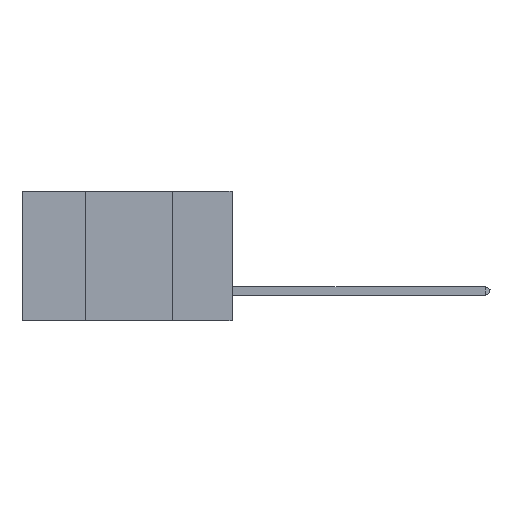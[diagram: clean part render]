
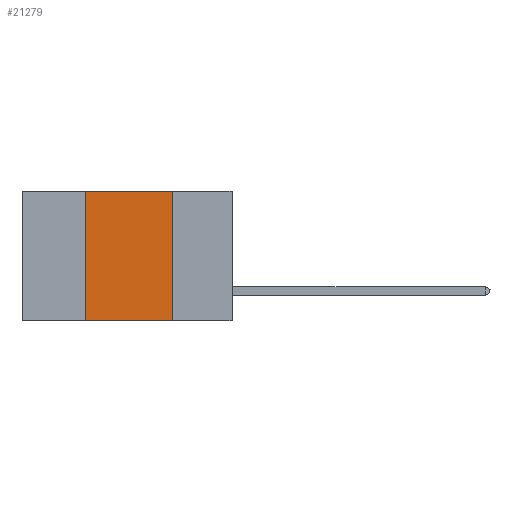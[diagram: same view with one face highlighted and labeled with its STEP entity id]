
A CAD part, left-side view. The second image highlights one B-rep face of the part: STEP entity #21279.
In plain terms, the highlighted planar face has unit normal (-1, 0, 0).
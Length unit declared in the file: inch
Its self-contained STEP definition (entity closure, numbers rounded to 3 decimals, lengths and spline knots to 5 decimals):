
#809 = LINE ( 'NONE', #8913, #1360 ) ;
#1020 = DIRECTION ( 'NONE',  ( 0., 0., -1. ) ) ;
#1360 = VECTOR ( 'NONE', #12700, 39.37008 ) ;
#1771 = DIRECTION ( 'NONE',  ( 1., 0., 0. ) ) ;
#1928 = EDGE_LOOP ( 'NONE', ( #15951, #17438, #3561, #12769 ) ) ;
#2450 = CARTESIAN_POINT ( 'NONE',  ( 0., 0.17, 0. ) ) ;
#2783 = VERTEX_POINT ( 'NONE', #10062 ) ;
#3123 = LINE ( 'NONE', #6348, #21396 ) ;
#3561 = ORIENTED_EDGE ( 'NONE', *, *, #16361, .F. ) ;
#5689 = DIRECTION ( 'NONE',  ( 0., 0., 1. ) ) ;
#6126 = VECTOR ( 'NONE', #7745, 39.37008 ) ;
#6348 = CARTESIAN_POINT ( 'NONE',  ( 0., 0.17, 0. ) ) ;
#6885 = CARTESIAN_POINT ( 'NONE',  ( 0., 0.17, -0.37 ) ) ;
#7580 = EDGE_CURVE ( 'NONE', #9886, #11466, #809, .T. ) ;
#7745 = DIRECTION ( 'NONE',  ( 0., -1., 0. ) ) ;
#8484 = FACE_OUTER_BOUND ( 'NONE', #1928, .T. ) ;
#8551 = LINE ( 'NONE', #12643, #13002 ) ;
#8913 = CARTESIAN_POINT ( 'NONE',  ( 0., 0.6, -0.37 ) ) ;
#9886 = VERTEX_POINT ( 'NONE', #19782 ) ;
#10062 = CARTESIAN_POINT ( 'NONE',  ( 0., 0.42, 0. ) ) ;
#10525 = AXIS2_PLACEMENT_3D ( 'NONE', #17619, #1771, #12228 ) ;
#11466 = VERTEX_POINT ( 'NONE', #6885 ) ;
#12228 = DIRECTION ( 'NONE',  ( 0., 0., -1. ) ) ;
#12643 = CARTESIAN_POINT ( 'NONE',  ( 0., 0.42, 0. ) ) ;
#12700 = DIRECTION ( 'NONE',  ( 0., -1., 0. ) ) ;
#12769 = ORIENTED_EDGE ( 'NONE', *, *, #7580, .T. ) ;
#13002 = VECTOR ( 'NONE', #5689, 39.37008 ) ;
#14732 = CARTESIAN_POINT ( 'NONE',  ( 0., 0.6, 0. ) ) ;
#14896 = VERTEX_POINT ( 'NONE', #2450 ) ;
#15203 = EDGE_CURVE ( 'NONE', #2783, #14896, #15548, .T. ) ;
#15548 = LINE ( 'NONE', #14732, #6126 ) ;
#15951 = ORIENTED_EDGE ( 'NONE', *, *, #22803, .F. ) ;
#16361 = EDGE_CURVE ( 'NONE', #9886, #2783, #8551, .T. ) ;
#17438 = ORIENTED_EDGE ( 'NONE', *, *, #15203, .F. ) ;
#17619 = CARTESIAN_POINT ( 'NONE',  ( 0., 0.6, 0. ) ) ;
#19782 = CARTESIAN_POINT ( 'NONE',  ( 0., 0.42, -0.37 ) ) ;
#21279 = ADVANCED_FACE ( 'NONE', ( #8484 ), #22412, .F. ) ;
#21396 = VECTOR ( 'NONE', #1020, 39.37008 ) ;
#22412 = PLANE ( 'NONE',  #10525 ) ;
#22803 = EDGE_CURVE ( 'NONE', #14896, #11466, #3123, .T. ) ;
